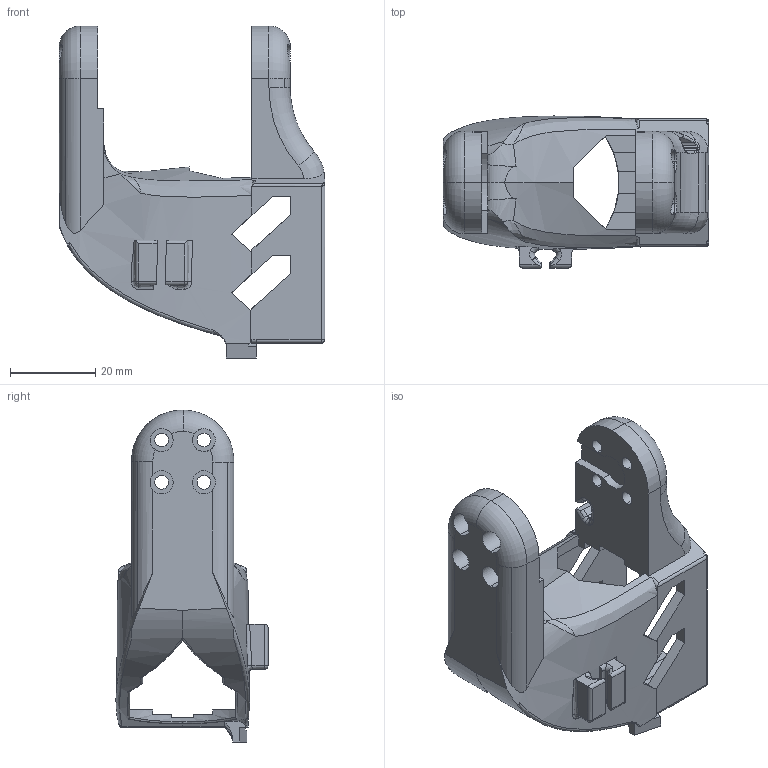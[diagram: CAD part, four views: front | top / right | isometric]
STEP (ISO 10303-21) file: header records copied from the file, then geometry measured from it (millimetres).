
FILE_DESCRIPTION (( 'STEP AP214' ), '1' );
FILE_NAME ('Wrist_Roll_Pitch_SO101.STEP', '2026-02-21T18:25:30', ( '' ), ( '' ), 'SwSTEP 2.0', 'SolidWorks 2024', '' );
FILE_SCHEMA (( 'AUTOMOTIVE_DESIGN' ));
Length unit declared in the file: millimetre
Products named in the file (1): Wrist_Roll_Pitch_SO101
Bounding box: 62.3 x 35.66 x 77.83 mm (x, y, z)
Volume: 32277.5 mm3; surface area: 18038.1 mm2
Topology: 1 solids, 1 shells, 353 faces, 1001 edges, 642 vertices
Faces by surface type: plane 135, cylinder 118, bspline 70, torus 24, sphere 6
Entity records: 18307 total; most frequent: CARTESIAN_POINT 9799, ORIENTED_EDGE 1994, DIRECTION 1503, EDGE_CURVE 997, VERTEX_POINT 642, AXIS2_PLACEMENT_3D 544, VECTOR 415, LINE 415
